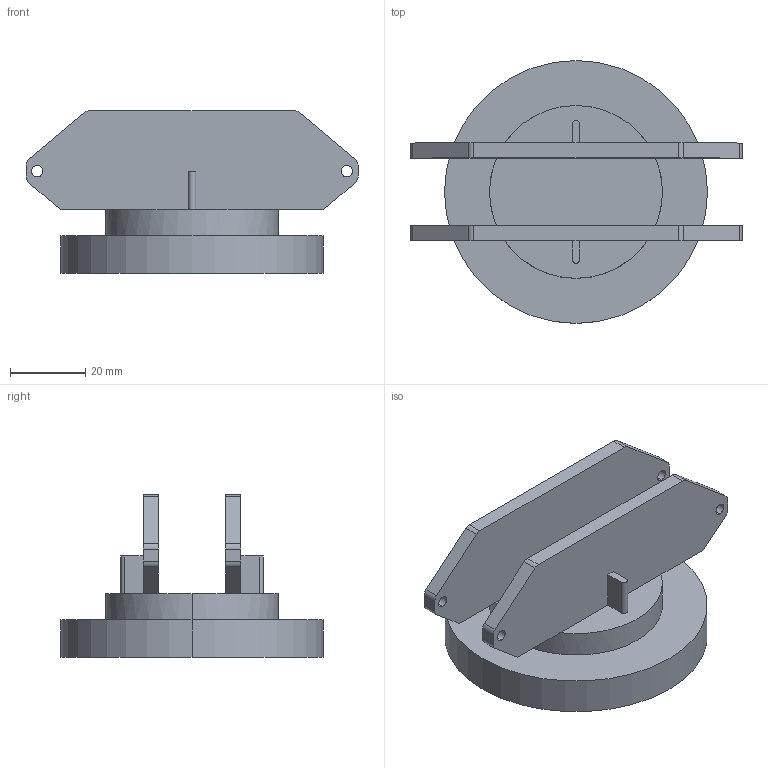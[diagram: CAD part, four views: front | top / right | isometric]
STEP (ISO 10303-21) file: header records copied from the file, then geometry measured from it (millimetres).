
FILE_DESCRIPTION (( 'STEP AP203' ), '1' );
FILE_NAME ('Part5_b_Default_sldprt.STEP', '2024-12-27T18:19:14', ( '' ), ( '' ), 'SwSTEP 2.0', 'SolidWorks 2023', '' );
FILE_SCHEMA (( 'CONFIG_CONTROL_DESIGN' ));
Length unit declared in the file: millimetre
Products named in the file (1): Part5_b_Default_sldprt
Bounding box: 88.39 x 70 x 43.34 mm (x, y, z)
Volume: 59452 mm3; surface area: 21278.1 mm2
Topology: 1 solids, 1 shells, 62 faces, 166 edges, 108 vertices
Faces by surface type: plane 34, cylinder 28
Entity records: 2043 total; most frequent: DIRECTION 356, CARTESIAN_POINT 337, ORIENTED_EDGE 332, EDGE_CURVE 166, AXIS2_PLACEMENT_3D 127, VERTEX_POINT 108, VECTOR 102, LINE 102
